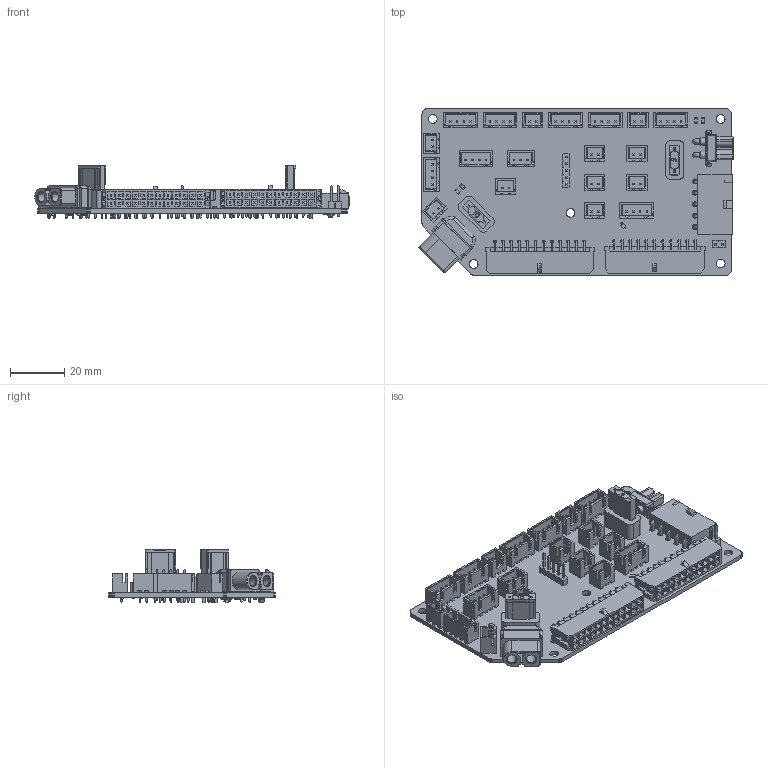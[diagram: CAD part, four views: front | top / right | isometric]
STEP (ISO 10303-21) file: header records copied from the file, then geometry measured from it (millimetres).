
FILE_DESCRIPTION(/* description */ (''),/* implementation_level */ '2;1');
FILE_NAME(/* name */ 'LHS Breakbeat.step',/* time_stamp */ '2024-04-04T15:09:06Z',/* author */ (''),/* organization */ (''),/* preprocessor_version */ 'ST-DEVELOPER v20',/* originating_system */ 'Autodesk Translation Framework v12.20.1.177',/* authorisation */ '');
FILE_SCHEMA (('AUTOMOTIVE_DESIGN { 1 0 10303 214 3 1 1 }'));
Products named in the file (2): LHS Breakbeat PCB; LHS Breakbeat PCB_1
Assembly tree (1 placements, depth 2):
  LHS Breakbeat PCB
    LHS Breakbeat PCB_1
Bounding box: 115.81 x 61.4 x 19.63 mm (x, y, z)
Volume: 34024.6 mm3; surface area: 54855.5 mm2
Topology: 47 solids, 47 shells, 5576 faces, 14559 edges, 9344 vertices
Faces by surface type: plane 4912, cylinder 576, cone 35, bspline 35, torus 18
Full cylindrical faces by diameter (mm): 0.95 x70, 1 x60, 1.02 x44, 1.07 x48, 1.7 x6, 1.78 x16, 1.8 x10, 1.92 x4, 2 x2, 2.5 x2, 2.7 x4, 2.75 x2, 3 x8, 3.05 x4, 3.2 x10, 3.5 x2, 4.1 x4
Entity records: 174038 total; most frequent: CARTESIAN_POINT 32079, ORIENTED_EDGE 29118, DIRECTION 26792, EDGE_CURVE 14559, LINE 13214, VECTOR 13214, VERTEX_POINT 9344, AXIS2_PLACEMENT_3D 6789
